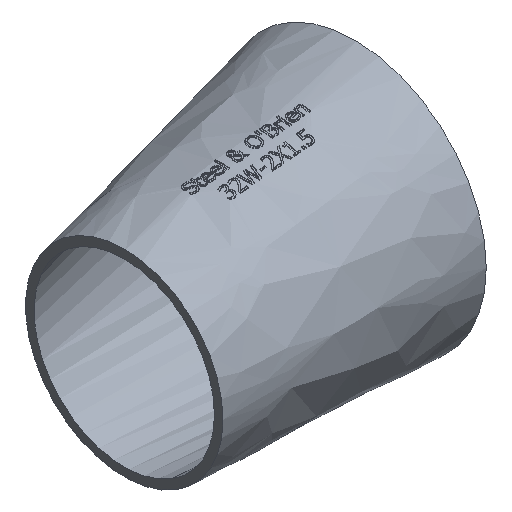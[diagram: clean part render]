
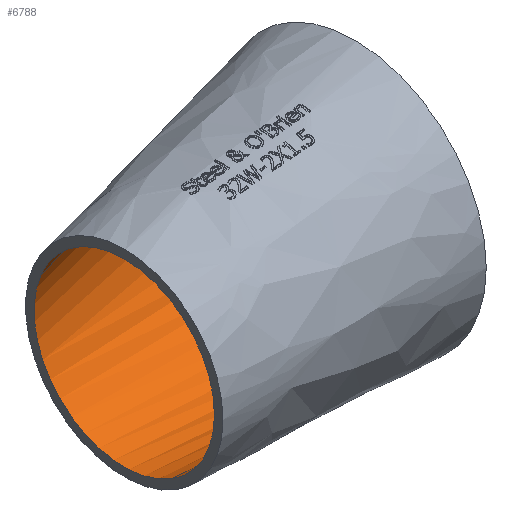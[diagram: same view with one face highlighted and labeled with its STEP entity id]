
A CAD part, isometric view. The second image highlights one B-rep face of the part: STEP entity #6788.
In plain terms, the highlighted free-form (B-spline) face has degree [1, 2] with [2, 9] control points.
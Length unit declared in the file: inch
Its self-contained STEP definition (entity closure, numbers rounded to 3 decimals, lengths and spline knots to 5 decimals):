
#21=(
BOUNDED_SURFACE()
B_SPLINE_SURFACE(1,2,((#15615,#15616,#15617,#15618,#15619,#15620,#15621,
#15622,#15623),(#15624,#15625,#15626,#15627,#15628,#15629,#15630,#15631,
#15632)),.UNSPECIFIED.,.F.,.T.,.F.)
B_SPLINE_SURFACE_WITH_KNOTS((2,2),(3,2,2,2,3),(-0.12353,2.26214),
(-3.14159,-1.5708,0.,1.5708,3.14159),
 .UNSPECIFIED.)
GEOMETRIC_REPRESENTATION_ITEM()
RATIONAL_B_SPLINE_SURFACE(((1.,0.707,1.,0.707,1.,
0.707,1.,0.707,1.),(1.,0.707,1.,0.707,
1.,0.707,1.,0.707,1.)))
REPRESENTATION_ITEM('')
SURFACE()
);
#191=CIRCLE('',#7036,0.935);
#192=CIRCLE('',#7037,0.935);
#193=CIRCLE('',#7038,0.685);
#194=CIRCLE('',#7039,0.685);
#1393=FACE_OUTER_BOUND('',#1777,.T.);
#1777=EDGE_LOOP('',(#6166,#6167,#6168,#6169,#6170,#6171));
#2340=B_SPLINE_CURVE_WITH_KNOTS('',1,(#15638,#15639),.UNSPECIFIED.,.F.,
 .F.,(2,2),(0.00187,2.17332),.UNSPECIFIED.);
#3037=VERTEX_POINT('',#15633);
#3038=VERTEX_POINT('',#15634);
#3039=VERTEX_POINT('',#15637);
#3040=VERTEX_POINT('',#15640);
#4084=EDGE_CURVE('',#3037,#3038,#191,.T.);
#4085=EDGE_CURVE('',#3038,#3037,#192,.T.);
#4086=EDGE_CURVE('',#3038,#3039,#2340,.T.);
#4087=EDGE_CURVE('',#3040,#3039,#193,.T.);
#4088=EDGE_CURVE('',#3039,#3040,#194,.T.);
#6166=ORIENTED_EDGE('',*,*,#4084,.F.);
#6167=ORIENTED_EDGE('',*,*,#4085,.F.);
#6168=ORIENTED_EDGE('',*,*,#4086,.T.);
#6169=ORIENTED_EDGE('',*,*,#4087,.F.);
#6170=ORIENTED_EDGE('',*,*,#4088,.F.);
#6171=ORIENTED_EDGE('',*,*,#4086,.F.);
#6788=ADVANCED_FACE('',(#1393),#21,.T.);
#7036=AXIS2_PLACEMENT_3D('',#15635,#7868,#7869);
#7037=AXIS2_PLACEMENT_3D('',#15636,#7870,#7871);
#7038=AXIS2_PLACEMENT_3D('',#15641,#7872,#7873);
#7039=AXIS2_PLACEMENT_3D('',#15642,#7874,#7875);
#7868=DIRECTION('center_axis',(-1.,0.,0.));
#7869=DIRECTION('ref_axis',(0.,-0.015,-1.));
#7870=DIRECTION('center_axis',(-1.,0.,0.));
#7871=DIRECTION('ref_axis',(0.,-0.015,-1.));
#7872=DIRECTION('center_axis',(1.,0.,0.));
#7873=DIRECTION('ref_axis',(0.,-0.015,-1.));
#7874=DIRECTION('center_axis',(1.,0.,0.));
#7875=DIRECTION('ref_axis',(0.,-0.015,-1.));
#15615=CARTESIAN_POINT('Ctrl Pts',(2.1155,0.25005,0.94933));
#15616=CARTESIAN_POINT('Ctrl Pts',(2.00039,1.1851,0.94933));
#15617=CARTESIAN_POINT('Ctrl Pts',(2.00039,1.1851,0.));
#15618=CARTESIAN_POINT('Ctrl Pts',(2.00039,1.1851,-0.94933));
#15619=CARTESIAN_POINT('Ctrl Pts',(2.1155,0.25005,-0.94933));
#15620=CARTESIAN_POINT('Ctrl Pts',(2.23061,-0.685,
-0.94933));
#15621=CARTESIAN_POINT('Ctrl Pts',(2.23061,-0.685,
0.));
#15622=CARTESIAN_POINT('Ctrl Pts',(2.23061,-0.685,
0.94933));
#15623=CARTESIAN_POINT('Ctrl Pts',(2.1155,0.25005,0.94933));
#15624=CARTESIAN_POINT('Ctrl Pts',(-0.08181,-0.02045,
0.6747));
#15625=CARTESIAN_POINT('Ctrl Pts',(-0.16362,0.6441,
0.6747));
#15626=CARTESIAN_POINT('Ctrl Pts',(-0.16362,0.6441,
0.));
#15627=CARTESIAN_POINT('Ctrl Pts',(-0.16362,0.6441,-0.6747));
#15628=CARTESIAN_POINT('Ctrl Pts',(-0.08181,-0.02045,
-0.6747));
#15629=CARTESIAN_POINT('Ctrl Pts',(0.,-0.685,
-0.6747));
#15630=CARTESIAN_POINT('Ctrl Pts',(0.,-0.685,
0.));
#15631=CARTESIAN_POINT('Ctrl Pts',(0.,-0.685,
0.6747));
#15632=CARTESIAN_POINT('Ctrl Pts',(-0.08181,-0.02045,
0.6747));
#15633=CARTESIAN_POINT('',(2.,-0.685,0.));
#15634=CARTESIAN_POINT('',(2.,0.23583,0.93489));
#15635=CARTESIAN_POINT('Origin',(2.,0.25,0.));
#15636=CARTESIAN_POINT('Origin',(2.,0.25,0.));
#15637=CARTESIAN_POINT('',(0.,-0.01038,0.68492));
#15638=CARTESIAN_POINT('Ctrl Pts',(2.,0.23583,0.93489));
#15639=CARTESIAN_POINT('Ctrl Pts',(0.,-0.01038,
0.68492));
#15640=CARTESIAN_POINT('',(0.,-0.685,0.));
#15641=CARTESIAN_POINT('Origin',(0.,0.,0.));
#15642=CARTESIAN_POINT('Origin',(0.,0.,0.));
